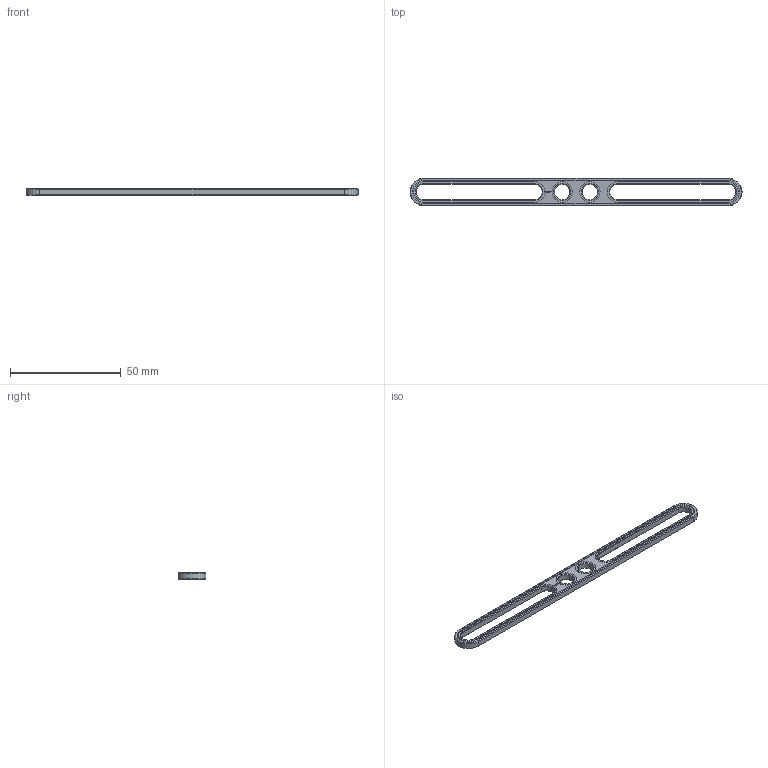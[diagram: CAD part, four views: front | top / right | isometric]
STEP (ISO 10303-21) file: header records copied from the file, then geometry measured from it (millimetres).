
FILE_DESCRIPTION(('FreeCAD Model'),'2;1');
FILE_NAME('Open CASCADE Shape Model','2023-01-08T23:20:23',(''),(''), 'Open CASCADE STEP processor 7.6','FreeCAD','Unknown');
FILE_SCHEMA(('AUTOMOTIVE_DESIGN { 1 0 10303 214 1 1 1 1 }'));
Length unit declared in the file: millimetre
Products named in the file (1): Brace STR SLT BE ERR BU12x01x00.25x05 - SPN-BRC-0316 (stemfie.org)
Bounding box: 150 x 12.5 x 3.12 mm (x, y, z)
Volume: 2968.9 mm3; surface area: 3771.7 mm2
Topology: 1 solids, 1 shells, 591 faces, 1627 edges, 1076 vertices
Faces by surface type: plane 345, extrusion 214, cone 16, cylinder 16
Full cylindrical faces by diameter (mm): 7 x2, 9.2 x2
Entity records: 41399 total; most frequent: CARTESIAN_POINT 10522, DIRECTION 4822, VECTOR 3940, LINE 3726, ORIENTED_EDGE 3254, PCURVE 3254, DEFINITIONAL_REPRESENTATION 3254, EDGE_CURVE 1627
